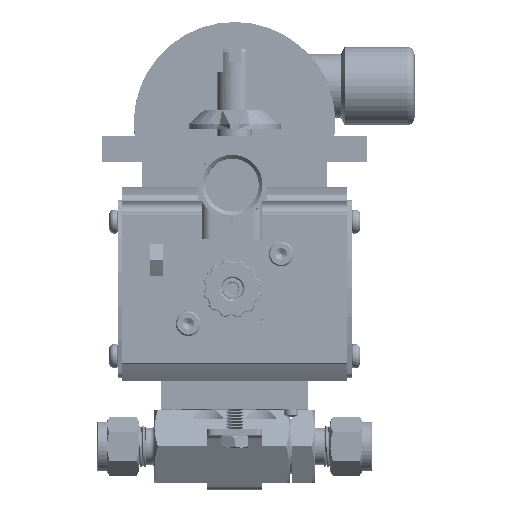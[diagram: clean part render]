
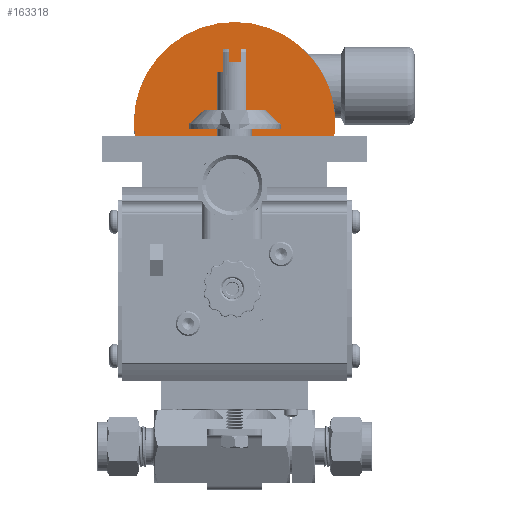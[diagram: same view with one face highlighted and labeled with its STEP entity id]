
A CAD part, top view. The second image highlights one B-rep face of the part: STEP entity #163318.
In plain terms, the highlighted planar face has unit normal (0, 0, 1).
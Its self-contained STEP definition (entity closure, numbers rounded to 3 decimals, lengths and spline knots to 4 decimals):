
#5122 = FACE_BOUND ( 'NONE', #99993, .T. ) ;
#5894 = CIRCLE ( 'NONE', #70153, 1.3675 ) ;
#12379 = DIRECTION ( 'NONE',  ( 1., 0., 0. ) ) ;
#16471 = CARTESIAN_POINT ( 'NONE',  ( 0.0005, 4.391, -1.29 ) ) ;
#22581 = ORIENTED_EDGE ( 'NONE', *, *, #93331, .F. ) ;
#26069 = VERTEX_POINT ( 'NONE', #109787 ) ;
#27167 = AXIS2_PLACEMENT_3D ( 'NONE', #16471, #208703, #104609 ) ;
#28775 = AXIS2_PLACEMENT_3D ( 'NONE', #94712, #216396, #112229 ) ;
#43636 = ORIENTED_EDGE ( 'NONE', *, *, #47984, .F. ) ;
#45250 = DIRECTION ( 'NONE',  ( 0., 0., -1. ) ) ;
#47984 = EDGE_CURVE ( 'NONE', #151612, #117186, #63105, .T. ) ;
#50012 = CARTESIAN_POINT ( 'NONE',  ( 1.368, 4.391, -1.29 ) ) ;
#52467 = VERTEX_POINT ( 'NONE', #116872 ) ;
#56870 = DIRECTION ( 'NONE',  ( 0., 0., -1. ) ) ;
#63105 = CIRCLE ( 'NONE', #28775, 0.2478 ) ;
#64414 = CARTESIAN_POINT ( 'NONE',  ( 0.3435, 3.861, -1.29 ) ) ;
#65360 = EDGE_CURVE ( 'NONE', #52467, #145769, #5894, .T. ) ;
#70153 = AXIS2_PLACEMENT_3D ( 'NONE', #149420, #45250, #166921 ) ;
#71972 = ORIENTED_EDGE ( 'NONE', *, *, #65360, .F. ) ;
#74482 = DIRECTION ( 'NONE',  ( 0., 0., 1. ) ) ;
#79567 = EDGE_LOOP ( 'NONE', ( #71972, #90596 ) ) ;
#80514 = AXIS2_PLACEMENT_3D ( 'NONE', #220593, #116475, #12379 ) ;
#81802 = DIRECTION ( 'NONE',  ( 1., 0., 0. ) ) ;
#82940 = ORIENTED_EDGE ( 'NONE', *, *, #215892, .F. ) ;
#85199 = VERTEX_POINT ( 'NONE', #215314 ) ;
#87026 = PLANE ( 'NONE',  #27167 ) ;
#90596 = ORIENTED_EDGE ( 'NONE', *, *, #202473, .F. ) ;
#93331 = EDGE_CURVE ( 'NONE', #85199, #26069, #222065, .T. ) ;
#94712 = CARTESIAN_POINT ( 'NONE',  ( -0.3435, 3.861, -1.29 ) ) ;
#99993 = EDGE_LOOP ( 'NONE', ( #212297, #43636 ) ) ;
#104609 = DIRECTION ( 'NONE',  ( 1., 0., 0. ) ) ;
#109787 = CARTESIAN_POINT ( 'NONE',  ( 0.5912, 3.861, -1.29 ) ) ;
#112229 = DIRECTION ( 'NONE',  ( 1., 0., 0. ) ) ;
#116475 = DIRECTION ( 'NONE',  ( 0., 0., 1. ) ) ;
#116872 = CARTESIAN_POINT ( 'NONE',  ( -1.367, 4.391, -1.29 ) ) ;
#117186 = VERTEX_POINT ( 'NONE', #194511 ) ;
#130495 = CIRCLE ( 'NONE', #217647, 1.3675 ) ;
#138430 = FACE_BOUND ( 'NONE', #164383, .T. ) ;
#140616 = CIRCLE ( 'NONE', #210680, 0.2478 ) ;
#145769 = VERTEX_POINT ( 'NONE', #50012 ) ;
#147031 = EDGE_CURVE ( 'NONE', #117186, #151612, #176916, .T. ) ;
#149420 = CARTESIAN_POINT ( 'NONE',  ( 0.0005, 4.391, -1.29 ) ) ;
#151612 = VERTEX_POINT ( 'NONE', #193527 ) ;
#161042 = CARTESIAN_POINT ( 'NONE',  ( 0.0005, 4.391, -1.29 ) ) ;
#163318 = ADVANCED_FACE ( 'NONE', ( #184665, #138430, #5122 ), #87026, .F. ) ;
#164383 = EDGE_LOOP ( 'NONE', ( #82940, #22581 ) ) ;
#166921 = DIRECTION ( 'NONE',  ( 1., 0., 0. ) ) ;
#176916 = CIRCLE ( 'NONE', #185267, 0.2478 ) ;
#178549 = DIRECTION ( 'NONE',  ( 1., 0., 0. ) ) ;
#178740 = CARTESIAN_POINT ( 'NONE',  ( -0.3435, 3.861, -1.29 ) ) ;
#184665 = FACE_OUTER_BOUND ( 'NONE', #79567, .T. ) ;
#185267 = AXIS2_PLACEMENT_3D ( 'NONE', #178740, #74482, #196135 ) ;
#186062 = DIRECTION ( 'NONE',  ( 0., 0., 1. ) ) ;
#193527 = CARTESIAN_POINT ( 'NONE',  ( -0.5913, 3.861, -1.29 ) ) ;
#194511 = CARTESIAN_POINT ( 'NONE',  ( -0.0958, 3.861, -1.29 ) ) ;
#196135 = DIRECTION ( 'NONE',  ( 1., 0., 0. ) ) ;
#202473 = EDGE_CURVE ( 'NONE', #145769, #52467, #130495, .T. ) ;
#208703 = DIRECTION ( 'NONE',  ( 0., 0., -1. ) ) ;
#210680 = AXIS2_PLACEMENT_3D ( 'NONE', #64414, #186062, #81802 ) ;
#212297 = ORIENTED_EDGE ( 'NONE', *, *, #147031, .F. ) ;
#215314 = CARTESIAN_POINT ( 'NONE',  ( 0.0957, 3.861, -1.29 ) ) ;
#215892 = EDGE_CURVE ( 'NONE', #26069, #85199, #140616, .T. ) ;
#216396 = DIRECTION ( 'NONE',  ( 0., 0., 1. ) ) ;
#217647 = AXIS2_PLACEMENT_3D ( 'NONE', #161042, #56870, #178549 ) ;
#220593 = CARTESIAN_POINT ( 'NONE',  ( 0.3435, 3.861, -1.29 ) ) ;
#222065 = CIRCLE ( 'NONE', #80514, 0.2478 ) ;
